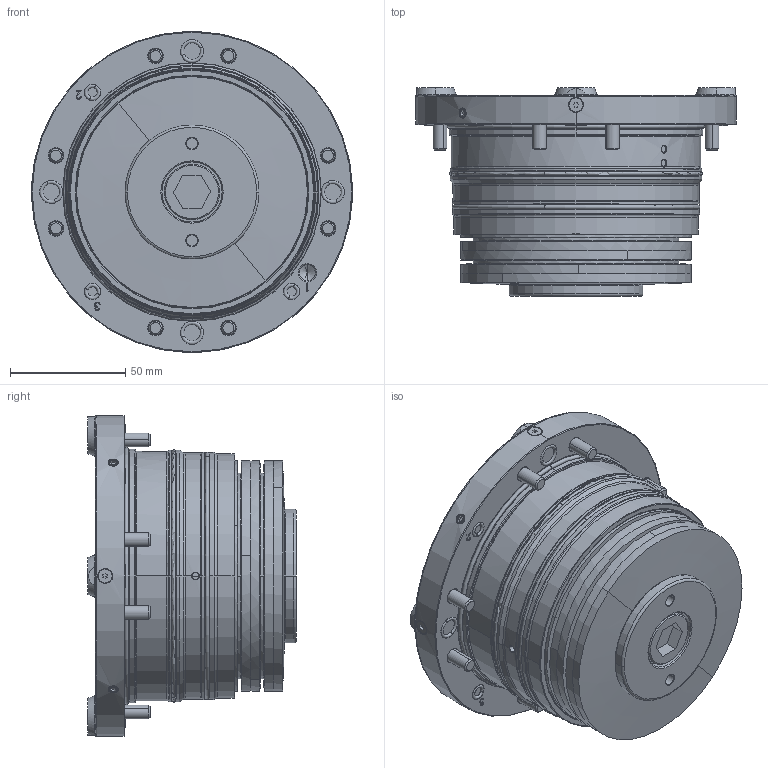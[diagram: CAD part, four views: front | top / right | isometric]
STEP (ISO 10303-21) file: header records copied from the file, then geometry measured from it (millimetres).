
FILE_DESCRIPTION (( 'STEP AP214' ), '1' );
FILE_NAME ('801 214 classic 2 balance Twister AG 069-014.STEP', '2015-03-13T16:23:11', ( '' ), ( '' ), 'SwSTEP 2.0', 'SolidWorks 2015', '' );
FILE_SCHEMA (( 'AUTOMOTIVE_DESIGN' ));
Length unit declared in the file: millimetre
Products named in the file (1): 801 214 classic 2 balance Twister AG 069-014
Bounding box: 139 x 90.3 x 139 mm (x, y, z)
Volume: 776383.5 mm3; surface area: 76663.6 mm2
Topology: 1 solids, 16 shells, 861 faces, 2034 edges, 1295 vertices
Faces by surface type: cylinder 314, cone 207, plane 176, torus 112, sphere 32, bspline 20
Entity records: 37950 total; most frequent: CARTESIAN_POINT 10165, DIRECTION 4314, ORIENTED_EDGE 4060, EDGE_CURVE 2030, AXIS2_PLACEMENT_3D 1866, VERTEX_POINT 1295, CIRCLE 1024, EDGE_LOOP 963
